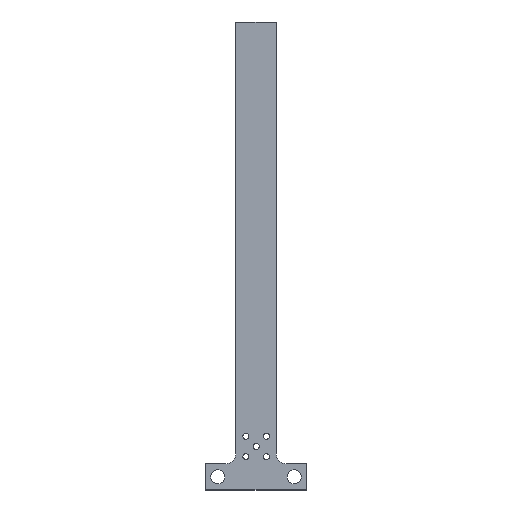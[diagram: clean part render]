
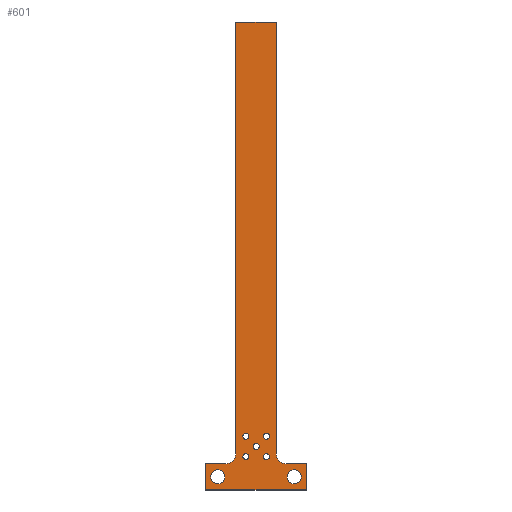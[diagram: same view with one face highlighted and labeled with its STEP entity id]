
A CAD part, top view. The second image highlights one B-rep face of the part: STEP entity #601.
In plain terms, the highlighted planar face has unit normal (0, 0, 1).
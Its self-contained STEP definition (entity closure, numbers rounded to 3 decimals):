
#24 = VERTEX_POINT('',#25);
#25 = CARTESIAN_POINT('',(0.1,0.1,0.));
#31 = EDGE_CURVE('',#24,#32,#34,.T.);
#32 = VERTEX_POINT('',#33);
#33 = CARTESIAN_POINT('',(0.1,6.6,0.));
#34 = LINE('',#35,#36);
#35 = CARTESIAN_POINT('',(0.1,0.1,0.));
#36 = VECTOR('',#37,1.);
#37 = DIRECTION('',(0.,1.,0.));
#62 = EDGE_CURVE('',#32,#63,#65,.T.);
#63 = VERTEX_POINT('',#64);
#64 = CARTESIAN_POINT('',(5.1,6.6,0.));
#65 = LINE('',#66,#67);
#66 = CARTESIAN_POINT('',(0.1,6.6,0.));
#67 = VECTOR('',#68,1.);
#68 = DIRECTION('',(1.,0.,0.));
#93 = EDGE_CURVE('',#63,#94,#96,.T.);
#94 = VERTEX_POINT('',#95);
#95 = CARTESIAN_POINT('',(7.6,9.1,0.));
#96 = CIRCLE('',#97,2.499);
#97 = AXIS2_PLACEMENT_3D('',#98,#99,#100);
#98 = CARTESIAN_POINT('',(5.101,9.099,0.));
#99 = DIRECTION('',(0.,0.,1.));
#100 = DIRECTION('',(0.,-1.,0.));
#126 = EDGE_CURVE('',#94,#127,#129,.T.);
#127 = VERTEX_POINT('',#128);
#128 = CARTESIAN_POINT('',(7.6,116.1,0.));
#129 = LINE('',#130,#131);
#130 = CARTESIAN_POINT('',(7.6,9.1,0.));
#131 = VECTOR('',#132,1.);
#132 = DIRECTION('',(0.,1.,0.));
#157 = EDGE_CURVE('',#127,#158,#160,.T.);
#158 = VERTEX_POINT('',#159);
#159 = CARTESIAN_POINT('',(17.6,116.1,0.));
#160 = LINE('',#161,#162);
#161 = CARTESIAN_POINT('',(7.6,116.1,0.));
#162 = VECTOR('',#163,1.);
#163 = DIRECTION('',(1.,0.,0.));
#188 = EDGE_CURVE('',#158,#189,#191,.T.);
#189 = VERTEX_POINT('',#190);
#190 = CARTESIAN_POINT('',(17.6,9.1,0.));
#191 = LINE('',#192,#193);
#192 = CARTESIAN_POINT('',(17.6,116.1,0.));
#193 = VECTOR('',#194,1.);
#194 = DIRECTION('',(0.,-1.,0.));
#219 = EDGE_CURVE('',#189,#220,#222,.T.);
#220 = VERTEX_POINT('',#221);
#221 = CARTESIAN_POINT('',(20.1,6.6,0.));
#222 = CIRCLE('',#223,2.499);
#223 = AXIS2_PLACEMENT_3D('',#224,#225,#226);
#224 = CARTESIAN_POINT('',(20.099,9.099,0.));
#225 = DIRECTION('',(0.,0.,1.));
#226 = DIRECTION('',(-1.,0.,0.));
#252 = EDGE_CURVE('',#220,#253,#255,.T.);
#253 = VERTEX_POINT('',#254);
#254 = CARTESIAN_POINT('',(25.1,6.6,0.));
#255 = LINE('',#256,#257);
#256 = CARTESIAN_POINT('',(20.1,6.6,0.));
#257 = VECTOR('',#258,1.);
#258 = DIRECTION('',(1.,0.,0.));
#283 = EDGE_CURVE('',#253,#284,#286,.T.);
#284 = VERTEX_POINT('',#285);
#285 = CARTESIAN_POINT('',(25.1,0.1,0.));
#286 = LINE('',#287,#288);
#287 = CARTESIAN_POINT('',(25.1,6.6,0.));
#288 = VECTOR('',#289,1.);
#289 = DIRECTION('',(0.,-1.,0.));
#314 = EDGE_CURVE('',#284,#24,#315,.T.);
#315 = LINE('',#316,#317);
#316 = CARTESIAN_POINT('',(25.1,0.1,0.));
#317 = VECTOR('',#318,1.);
#318 = DIRECTION('',(-1.,0.,0.));
#338 = VERTEX_POINT('',#339);
#339 = CARTESIAN_POINT('',(4.85,3.35,0.));
#345 = EDGE_CURVE('',#338,#338,#346,.T.);
#346 = CIRCLE('',#347,1.75);
#347 = AXIS2_PLACEMENT_3D('',#348,#349,#350);
#348 = CARTESIAN_POINT('',(3.1,3.35,0.));
#349 = DIRECTION('',(0.,0.,1.));
#350 = DIRECTION('',(1.,0.,-0.));
#371 = VERTEX_POINT('',#372);
#372 = CARTESIAN_POINT('',(10.86,13.44,0.));
#378 = EDGE_CURVE('',#371,#371,#379,.T.);
#379 = CIRCLE('',#380,0.75);
#380 = AXIS2_PLACEMENT_3D('',#381,#382,#383);
#381 = CARTESIAN_POINT('',(10.11,13.44,0.));
#382 = DIRECTION('',(0.,0.,1.));
#383 = DIRECTION('',(1.,0.,-0.));
#404 = VERTEX_POINT('',#405);
#405 = CARTESIAN_POINT('',(10.86,8.36,0.));
#411 = EDGE_CURVE('',#404,#404,#412,.T.);
#412 = CIRCLE('',#413,0.75);
#413 = AXIS2_PLACEMENT_3D('',#414,#415,#416);
#414 = CARTESIAN_POINT('',(10.11,8.36,0.));
#415 = DIRECTION('',(0.,0.,1.));
#416 = DIRECTION('',(1.,0.,-0.));
#437 = VERTEX_POINT('',#438);
#438 = CARTESIAN_POINT('',(15.94,8.36,0.));
#444 = EDGE_CURVE('',#437,#437,#445,.T.);
#445 = CIRCLE('',#446,0.75);
#446 = AXIS2_PLACEMENT_3D('',#447,#448,#449);
#447 = CARTESIAN_POINT('',(15.19,8.36,0.));
#448 = DIRECTION('',(0.,0.,1.));
#449 = DIRECTION('',(1.,0.,-0.));
#470 = VERTEX_POINT('',#471);
#471 = CARTESIAN_POINT('',(23.85,3.35,0.));
#477 = EDGE_CURVE('',#470,#470,#478,.T.);
#478 = CIRCLE('',#479,1.75);
#479 = AXIS2_PLACEMENT_3D('',#480,#481,#482);
#480 = CARTESIAN_POINT('',(22.1,3.35,0.));
#481 = DIRECTION('',(0.,0.,1.));
#482 = DIRECTION('',(1.,0.,-0.));
#503 = VERTEX_POINT('',#504);
#504 = CARTESIAN_POINT('',(13.4,10.9,0.));
#510 = EDGE_CURVE('',#503,#503,#511,.T.);
#511 = CIRCLE('',#512,0.75);
#512 = AXIS2_PLACEMENT_3D('',#513,#514,#515);
#513 = CARTESIAN_POINT('',(12.65,10.9,0.));
#514 = DIRECTION('',(0.,0.,1.));
#515 = DIRECTION('',(1.,0.,-0.));
#536 = VERTEX_POINT('',#537);
#537 = CARTESIAN_POINT('',(15.94,13.44,0.));
#543 = EDGE_CURVE('',#536,#536,#544,.T.);
#544 = CIRCLE('',#545,0.75);
#545 = AXIS2_PLACEMENT_3D('',#546,#547,#548);
#546 = CARTESIAN_POINT('',(15.19,13.44,0.));
#547 = DIRECTION('',(0.,0.,1.));
#548 = DIRECTION('',(1.,0.,-0.));
#601 = ADVANCED_FACE('',(#602,#614,#617,#620,#623,#626,#629,#632),#635,
  .F.);
#602 = FACE_BOUND('',#603,.F.);
#603 = EDGE_LOOP('',(#604,#605,#606,#607,#608,#609,#610,#611,#612,#613)
  );
#604 = ORIENTED_EDGE('',*,*,#31,.T.);
#605 = ORIENTED_EDGE('',*,*,#62,.T.);
#606 = ORIENTED_EDGE('',*,*,#93,.T.);
#607 = ORIENTED_EDGE('',*,*,#126,.T.);
#608 = ORIENTED_EDGE('',*,*,#157,.T.);
#609 = ORIENTED_EDGE('',*,*,#188,.T.);
#610 = ORIENTED_EDGE('',*,*,#219,.T.);
#611 = ORIENTED_EDGE('',*,*,#252,.T.);
#612 = ORIENTED_EDGE('',*,*,#283,.T.);
#613 = ORIENTED_EDGE('',*,*,#314,.T.);
#614 = FACE_BOUND('',#615,.F.);
#615 = EDGE_LOOP('',(#616));
#616 = ORIENTED_EDGE('',*,*,#345,.T.);
#617 = FACE_BOUND('',#618,.F.);
#618 = EDGE_LOOP('',(#619));
#619 = ORIENTED_EDGE('',*,*,#378,.T.);
#620 = FACE_BOUND('',#621,.F.);
#621 = EDGE_LOOP('',(#622));
#622 = ORIENTED_EDGE('',*,*,#411,.T.);
#623 = FACE_BOUND('',#624,.F.);
#624 = EDGE_LOOP('',(#625));
#625 = ORIENTED_EDGE('',*,*,#444,.T.);
#626 = FACE_BOUND('',#627,.F.);
#627 = EDGE_LOOP('',(#628));
#628 = ORIENTED_EDGE('',*,*,#477,.T.);
#629 = FACE_BOUND('',#630,.F.);
#630 = EDGE_LOOP('',(#631));
#631 = ORIENTED_EDGE('',*,*,#510,.T.);
#632 = FACE_BOUND('',#633,.F.);
#633 = EDGE_LOOP('',(#634));
#634 = ORIENTED_EDGE('',*,*,#543,.T.);
#635 = PLANE('',#636);
#636 = AXIS2_PLACEMENT_3D('',#637,#638,#639);
#637 = CARTESIAN_POINT('',(12.6,52.644,0.));
#638 = DIRECTION('',(-0.,-0.,-1.));
#639 = DIRECTION('',(-1.,0.,0.));
